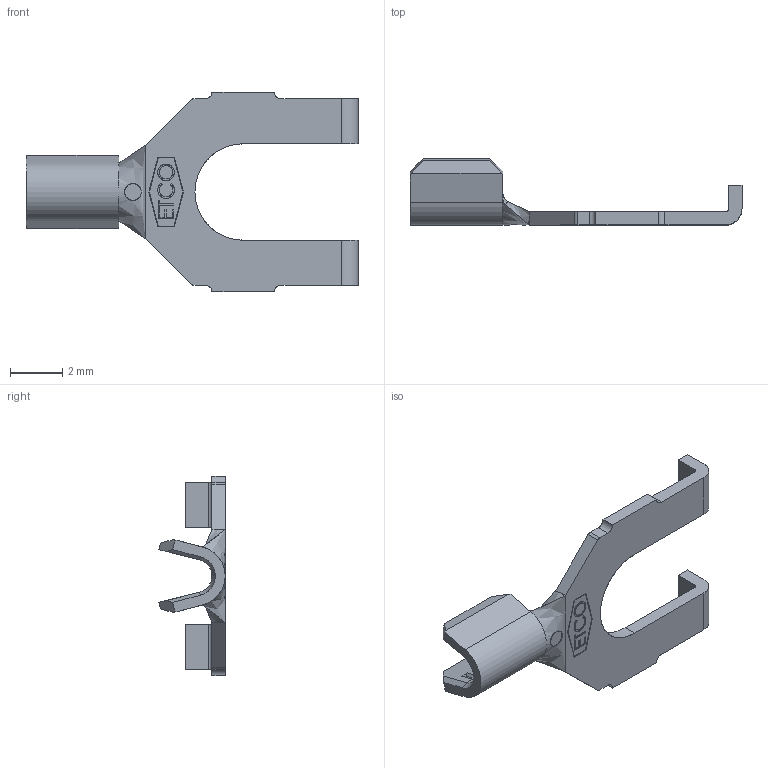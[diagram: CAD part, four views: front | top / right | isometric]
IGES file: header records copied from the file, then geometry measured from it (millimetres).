
Start section: SolidWorks IGES file using analytic representation for surfaces
Global section: file name: 03119.IGS; native system: SolidWorks 2019; preprocessor: SolidWorks 2019; author: sjohnson; date: 191224.124532; units: inch
Bounding box: 12.7 x 2.54 x 7.65 mm (x, y, z)
Surface area: 148.9 mm2 (no closed solid volume)
Topology: 0 solids, 0 shells, 168 faces, 1244 edges, 1240 vertices
Faces by surface type: bspline 136, revolution 32
